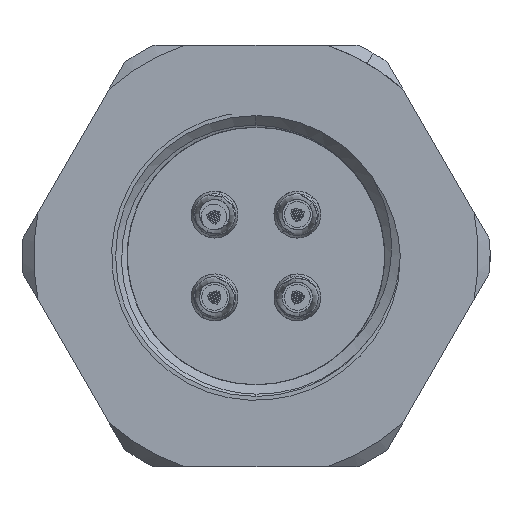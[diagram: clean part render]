
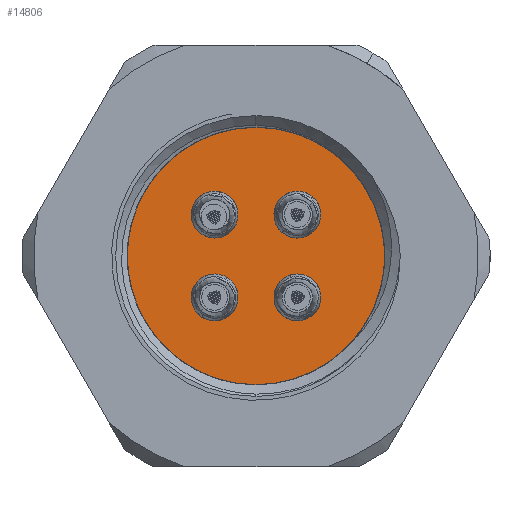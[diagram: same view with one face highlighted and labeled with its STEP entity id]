
A CAD part, left-side view. The second image highlights one B-rep face of the part: STEP entity #14806.
In plain terms, the highlighted planar face has unit normal (-1, 0, 0).
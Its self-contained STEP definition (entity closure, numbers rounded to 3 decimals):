
#257 = CIRCLE ( 'NONE', #10859, 0.7 ) ;
#953 = DIRECTION ( 'NONE',  ( 0., 0., 1. ) ) ;
#1362 = CARTESIAN_POINT ( 'NONE',  ( -12., -1.768, 1.768 ) ) ;
#2177 = DIRECTION ( 'NONE',  ( -1., 0., 0. ) ) ;
#2469 = CARTESIAN_POINT ( 'NONE',  ( -12., -1.768, 1.068 ) ) ;
#2919 = CARTESIAN_POINT ( 'NONE',  ( -12., 1.768, -2.468 ) ) ;
#4361 = EDGE_CURVE ( 'NONE', #10606, #26245, #17170, .T. ) ;
#4835 = EDGE_LOOP ( 'NONE', ( #4932, #43511 ) ) ;
#4932 = ORIENTED_EDGE ( 'NONE', *, *, #11825, .F. ) ;
#4959 = ORIENTED_EDGE ( 'NONE', *, *, #4361, .T. ) ;
#5391 = AXIS2_PLACEMENT_3D ( 'NONE', #37322, #2177, #22141 ) ;
#7187 = CARTESIAN_POINT ( 'NONE',  ( -12., -1.768, 1.768 ) ) ;
#8620 = FACE_BOUND ( 'NONE', #21515, .T. ) ;
#9123 = DIRECTION ( 'NONE',  ( 1., 0., 0. ) ) ;
#9279 = DIRECTION ( 'NONE',  ( -1., 0., 0. ) ) ;
#9389 = CARTESIAN_POINT ( 'NONE',  ( -12., 1.768, -1.768 ) ) ;
#9994 = CARTESIAN_POINT ( 'NONE',  ( -12., 1.768, 1.068 ) ) ;
#10606 = VERTEX_POINT ( 'NONE', #28819 ) ;
#10825 = VERTEX_POINT ( 'NONE', #21872 ) ;
#10859 = AXIS2_PLACEMENT_3D ( 'NONE', #14421, #19019, #15184 ) ;
#11825 = EDGE_CURVE ( 'NONE', #10825, #15550, #19799, .T. ) ;
#12502 = AXIS2_PLACEMENT_3D ( 'NONE', #18271, #41862, #38027 ) ;
#13074 = EDGE_CURVE ( 'NONE', #35029, #44177, #257, .T. ) ;
#13128 = EDGE_CURVE ( 'NONE', #44177, #35029, #28084, .T. ) ;
#14421 = CARTESIAN_POINT ( 'NONE',  ( -12., -1.768, -1.768 ) ) ;
#14563 = EDGE_CURVE ( 'NONE', #15550, #10825, #42947, .T. ) ;
#14806 = ADVANCED_FACE ( 'NONE', ( #8620, #32531, #40957, #28383, #25034 ), #17110, .F. ) ;
#15184 = DIRECTION ( 'NONE',  ( 0., 0., 1. ) ) ;
#15550 = VERTEX_POINT ( 'NONE', #2919 ) ;
#15935 = ORIENTED_EDGE ( 'NONE', *, *, #16372, .F. ) ;
#16045 = ORIENTED_EDGE ( 'NONE', *, *, #35207, .F. ) ;
#16372 = EDGE_CURVE ( 'NONE', #29164, #45775, #29965, .T. ) ;
#16921 = EDGE_LOOP ( 'NONE', ( #4959, #45011 ) ) ;
#17110 = PLANE ( 'NONE',  #18389 ) ;
#17164 = CARTESIAN_POINT ( 'NONE',  ( -12., 1.768, -1.768 ) ) ;
#17170 = CIRCLE ( 'NONE', #23704, 6. ) ;
#18206 = EDGE_CURVE ( 'NONE', #20617, #43734, #39185, .T. ) ;
#18229 = DIRECTION ( 'NONE',  ( 0., 0., 1. ) ) ;
#18271 = CARTESIAN_POINT ( 'NONE',  ( -12., -1.768, -1.768 ) ) ;
#18389 = AXIS2_PLACEMENT_3D ( 'NONE', #48169, #9123, #40703 ) ;
#18852 = EDGE_CURVE ( 'NONE', #45775, #29164, #48707, .T. ) ;
#18999 = AXIS2_PLACEMENT_3D ( 'NONE', #9389, #25048, #953 ) ;
#19019 = DIRECTION ( 'NONE',  ( -1., 0., 0. ) ) ;
#19799 = CIRCLE ( 'NONE', #18999, 0.7 ) ;
#20617 = VERTEX_POINT ( 'NONE', #2469 ) ;
#21491 = DIRECTION ( 'NONE',  ( 0., 0., 1. ) ) ;
#21514 = CARTESIAN_POINT ( 'NONE',  ( -12., 1.768, 2.468 ) ) ;
#21515 = EDGE_LOOP ( 'NONE', ( #23003, #15935 ) ) ;
#21872 = CARTESIAN_POINT ( 'NONE',  ( -12., 1.768, -1.068 ) ) ;
#22141 = DIRECTION ( 'NONE',  ( 0., 0., 1. ) ) ;
#23003 = ORIENTED_EDGE ( 'NONE', *, *, #18852, .F. ) ;
#23508 = DIRECTION ( 'NONE',  ( -1., 0., 0. ) ) ;
#23704 = AXIS2_PLACEMENT_3D ( 'NONE', #43487, #23508, #31494 ) ;
#24513 = DIRECTION ( 'NONE',  ( -1., 0., 0. ) ) ;
#25034 = FACE_OUTER_BOUND ( 'NONE', #16921, .T. ) ;
#25048 = DIRECTION ( 'NONE',  ( -1., 0., 0. ) ) ;
#25204 = CARTESIAN_POINT ( 'NONE',  ( -12., -1.768, 2.468 ) ) ;
#26245 = VERTEX_POINT ( 'NONE', #48318 ) ;
#27387 = AXIS2_PLACEMENT_3D ( 'NONE', #17164, #33103, #21491 ) ;
#27960 = DIRECTION ( 'NONE',  ( -1., 0., 0. ) ) ;
#28084 = CIRCLE ( 'NONE', #12502, 0.7 ) ;
#28383 = FACE_BOUND ( 'NONE', #4835, .T. ) ;
#28819 = CARTESIAN_POINT ( 'NONE',  ( -12., 0., 6. ) ) ;
#29164 = VERTEX_POINT ( 'NONE', #9994 ) ;
#29860 = AXIS2_PLACEMENT_3D ( 'NONE', #43597, #27960, #40287 ) ;
#29965 = CIRCLE ( 'NONE', #5391, 0.7 ) ;
#30044 = DIRECTION ( 'NONE',  ( -1., 0., 0. ) ) ;
#30168 = CARTESIAN_POINT ( 'NONE',  ( -12., -1.768, -1.068 ) ) ;
#30973 = AXIS2_PLACEMENT_3D ( 'NONE', #7187, #30044, #18229 ) ;
#31494 = DIRECTION ( 'NONE',  ( 0., 0., 1. ) ) ;
#32443 = AXIS2_PLACEMENT_3D ( 'NONE', #47632, #24513, #36347 ) ;
#32531 = FACE_BOUND ( 'NONE', #47582, .T. ) ;
#33103 = DIRECTION ( 'NONE',  ( -1., 0., 0. ) ) ;
#33321 = EDGE_LOOP ( 'NONE', ( #50028, #44710 ) ) ;
#35029 = VERTEX_POINT ( 'NONE', #30168 ) ;
#35041 = AXIS2_PLACEMENT_3D ( 'NONE', #1362, #9279, #47549 ) ;
#35207 = EDGE_CURVE ( 'NONE', #43734, #20617, #46506, .T. ) ;
#36347 = DIRECTION ( 'NONE',  ( 0., 0., 1. ) ) ;
#37322 = CARTESIAN_POINT ( 'NONE',  ( -12., 1.768, 1.768 ) ) ;
#38027 = DIRECTION ( 'NONE',  ( 0., 0., 1. ) ) ;
#38525 = ORIENTED_EDGE ( 'NONE', *, *, #18206, .F. ) ;
#38979 = CARTESIAN_POINT ( 'NONE',  ( -12., -1.768, -2.468 ) ) ;
#39185 = CIRCLE ( 'NONE', #35041, 0.7 ) ;
#40287 = DIRECTION ( 'NONE',  ( 0., 0., 1. ) ) ;
#40703 = DIRECTION ( 'NONE',  ( 0., 0., -1. ) ) ;
#40957 = FACE_BOUND ( 'NONE', #33321, .T. ) ;
#41862 = DIRECTION ( 'NONE',  ( -1., 0., 0. ) ) ;
#42947 = CIRCLE ( 'NONE', #27387, 0.7 ) ;
#43487 = CARTESIAN_POINT ( 'NONE',  ( -12., 0., 0. ) ) ;
#43511 = ORIENTED_EDGE ( 'NONE', *, *, #14563, .F. ) ;
#43597 = CARTESIAN_POINT ( 'NONE',  ( -12., 1.768, 1.768 ) ) ;
#43734 = VERTEX_POINT ( 'NONE', #25204 ) ;
#44177 = VERTEX_POINT ( 'NONE', #38979 ) ;
#44710 = ORIENTED_EDGE ( 'NONE', *, *, #13128, .F. ) ;
#45011 = ORIENTED_EDGE ( 'NONE', *, *, #49273, .T. ) ;
#45775 = VERTEX_POINT ( 'NONE', #21514 ) ;
#46506 = CIRCLE ( 'NONE', #30973, 0.7 ) ;
#47147 = CIRCLE ( 'NONE', #32443, 6. ) ;
#47549 = DIRECTION ( 'NONE',  ( 0., 0., 1. ) ) ;
#47582 = EDGE_LOOP ( 'NONE', ( #16045, #38525 ) ) ;
#47632 = CARTESIAN_POINT ( 'NONE',  ( -12., 0., 0. ) ) ;
#48169 = CARTESIAN_POINT ( 'NONE',  ( -12., 4., 0. ) ) ;
#48318 = CARTESIAN_POINT ( 'NONE',  ( -12., 0., -6. ) ) ;
#48707 = CIRCLE ( 'NONE', #29860, 0.7 ) ;
#49273 = EDGE_CURVE ( 'NONE', #26245, #10606, #47147, .T. ) ;
#50028 = ORIENTED_EDGE ( 'NONE', *, *, #13074, .F. ) ;
